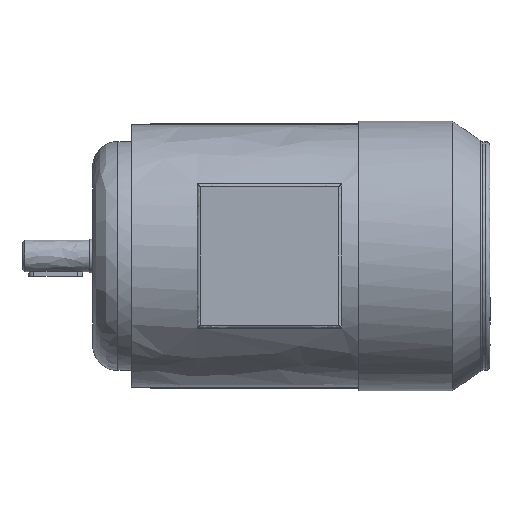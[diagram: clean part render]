
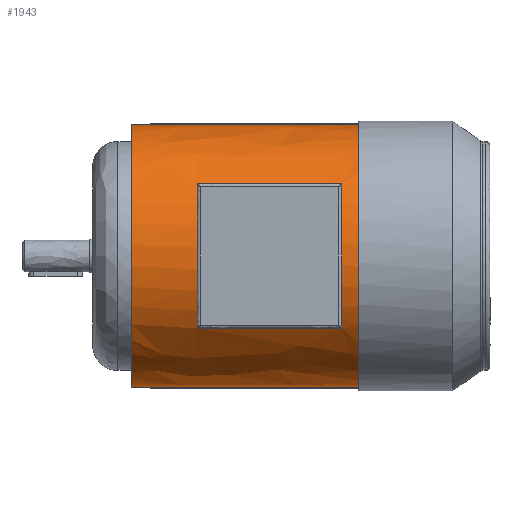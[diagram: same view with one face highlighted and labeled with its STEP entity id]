
A CAD part, front view. The second image highlights one B-rep face of the part: STEP entity #1943.
In plain terms, the highlighted free-form (B-spline) face has degree [3, 1] with [4, 2] control points.
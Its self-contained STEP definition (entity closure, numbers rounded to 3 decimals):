
#1943 = ADVANCED_FACE('',(#1944,#2015),#1957,.T.);
#1944 = FACE_BOUND('',#1945,.T.);
#1945 = EDGE_LOOP('',(#1946,#1971,#1987,#2001));
#1946 = ORIENTED_EDGE('',*,*,#1947,.T.);
#1947 = EDGE_CURVE('',#1948,#1950,#1952,.T.);
#1948 = VERTEX_POINT('',#1949);
#1949 = CARTESIAN_POINT('',(25.,0.,-78.));
#1950 = VERTEX_POINT('',#1951);
#1951 = CARTESIAN_POINT('',(160.,0.,-78.));
#1952 = SURFACE_CURVE('',#1953,(#1956),.PCURVE_S1.);
#1953 = B_SPLINE_CURVE_WITH_KNOTS('',1,(#1954,#1955),.UNSPECIFIED.,.F.,
  .F.,(2,2),(-0.492,-0.357),.PIECEWISE_BEZIER_KNOTS.);
#1954 = CARTESIAN_POINT('',(25.,0.,-78.));
#1955 = CARTESIAN_POINT('',(160.,0.,-78.));
#1956 = PCURVE('',#1957,#1966);
#1957 = ( BOUNDED_SURFACE() B_SPLINE_SURFACE(3,1,(
    (#1958,#1959)
    ,(#1960,#1961)
    ,(#1962,#1963)
    ,(#1964,#1965
)),.UNSPECIFIED.,.F.,.F.,.F.) B_SPLINE_SURFACE_WITH_KNOTS((4,4),(2,2),(
    0.,1.),(0.,1.),.PIECEWISE_BEZIER_KNOTS.) 
GEOMETRIC_REPRESENTATION_ITEM() RATIONAL_B_SPLINE_SURFACE((
    (1.,1.)
    ,(0.333,0.333)
    ,(0.333,0.333)
,(1.,1.))) REPRESENTATION_ITEM('') SURFACE() );
#1958 = CARTESIAN_POINT('',(160.,0.,-78.));
#1959 = CARTESIAN_POINT('',(25.,0.,-78.));
#1960 = CARTESIAN_POINT('',(160.,-156.,-78.));
#1961 = CARTESIAN_POINT('',(25.,-156.,-78.));
#1962 = CARTESIAN_POINT('',(160.,-156.,78.));
#1963 = CARTESIAN_POINT('',(25.,-156.,78.));
#1964 = CARTESIAN_POINT('',(160.,0.,78.));
#1965 = CARTESIAN_POINT('',(25.,0.,78.));
#1966 = DEFINITIONAL_REPRESENTATION('',(#1967),#1970);
#1967 = B_SPLINE_CURVE_WITH_KNOTS('',1,(#1968,#1969),.UNSPECIFIED.,.F.,
  .F.,(2,2),(-0.492,-0.357),.PIECEWISE_BEZIER_KNOTS.);
#1968 = CARTESIAN_POINT('',(0.,1.));
#1969 = CARTESIAN_POINT('',(0.,0.));
#1970 = ( GEOMETRIC_REPRESENTATION_CONTEXT(2) 
PARAMETRIC_REPRESENTATION_CONTEXT() REPRESENTATION_CONTEXT('2D SPACE',''
  ) );
#1971 = ORIENTED_EDGE('',*,*,#1972,.T.);
#1972 = EDGE_CURVE('',#1950,#1973,#1975,.T.);
#1973 = VERTEX_POINT('',#1974);
#1974 = CARTESIAN_POINT('',(160.,0.,78.));
#1975 = SURFACE_CURVE('',#1976,(#1981),.PCURVE_S1.);
#1976 = ( BOUNDED_CURVE() B_SPLINE_CURVE(3,(#1977,#1978,#1979,#1980),
.UNSPECIFIED.,.F.,.F.) B_SPLINE_CURVE_WITH_KNOTS((4,4),(3.142,
6.283),.PIECEWISE_BEZIER_KNOTS.) CURVE() 
GEOMETRIC_REPRESENTATION_ITEM() RATIONAL_B_SPLINE_CURVE((1.,
0.333,0.333,1.)) REPRESENTATION_ITEM('') );
#1977 = CARTESIAN_POINT('',(160.,0.,-78.));
#1978 = CARTESIAN_POINT('',(160.,-156.,-78.));
#1979 = CARTESIAN_POINT('',(160.,-156.,78.));
#1980 = CARTESIAN_POINT('',(160.,0.,78.));
#1981 = PCURVE('',#1957,#1982);
#1982 = DEFINITIONAL_REPRESENTATION('',(#1983),#1986);
#1983 = B_SPLINE_CURVE_WITH_KNOTS('',1,(#1984,#1985),.UNSPECIFIED.,.F.,
  .F.,(2,2),(3.142,6.283),.PIECEWISE_BEZIER_KNOTS.);
#1984 = CARTESIAN_POINT('',(0.,0.));
#1985 = CARTESIAN_POINT('',(1.,0.));
#1986 = ( GEOMETRIC_REPRESENTATION_CONTEXT(2) 
PARAMETRIC_REPRESENTATION_CONTEXT() REPRESENTATION_CONTEXT('2D SPACE',''
  ) );
#1987 = ORIENTED_EDGE('',*,*,#1988,.T.);
#1988 = EDGE_CURVE('',#1973,#1989,#1991,.T.);
#1989 = VERTEX_POINT('',#1990);
#1990 = CARTESIAN_POINT('',(25.,0.,78.));
#1991 = SURFACE_CURVE('',#1992,(#1995),.PCURVE_S1.);
#1992 = B_SPLINE_CURVE_WITH_KNOTS('',1,(#1993,#1994),.UNSPECIFIED.,.F.,
  .F.,(2,2),(0.357,0.492),.PIECEWISE_BEZIER_KNOTS.);
#1993 = CARTESIAN_POINT('',(160.,0.,78.));
#1994 = CARTESIAN_POINT('',(25.,0.,78.));
#1995 = PCURVE('',#1957,#1996);
#1996 = DEFINITIONAL_REPRESENTATION('',(#1997),#2000);
#1997 = B_SPLINE_CURVE_WITH_KNOTS('',1,(#1998,#1999),.UNSPECIFIED.,.F.,
  .F.,(2,2),(0.357,0.492),.PIECEWISE_BEZIER_KNOTS.);
#1998 = CARTESIAN_POINT('',(1.,0.));
#1999 = CARTESIAN_POINT('',(1.,1.));
#2000 = ( GEOMETRIC_REPRESENTATION_CONTEXT(2) 
PARAMETRIC_REPRESENTATION_CONTEXT() REPRESENTATION_CONTEXT('2D SPACE',''
  ) );
#2001 = ORIENTED_EDGE('',*,*,#2002,.T.);
#2002 = EDGE_CURVE('',#1989,#1948,#2003,.T.);
#2003 = SURFACE_CURVE('',#2004,(#2009),.PCURVE_S1.);
#2004 = ( BOUNDED_CURVE() B_SPLINE_CURVE(3,(#2005,#2006,#2007,#2008),
.UNSPECIFIED.,.F.,.F.) B_SPLINE_CURVE_WITH_KNOTS((4,4),(-6.283,
-3.142),.PIECEWISE_BEZIER_KNOTS.) CURVE() 
GEOMETRIC_REPRESENTATION_ITEM() RATIONAL_B_SPLINE_CURVE((1.,
0.333,0.333,1.)) REPRESENTATION_ITEM('') );
#2005 = CARTESIAN_POINT('',(25.,0.,78.));
#2006 = CARTESIAN_POINT('',(25.,-156.,78.));
#2007 = CARTESIAN_POINT('',(25.,-156.,-78.));
#2008 = CARTESIAN_POINT('',(25.,0.,-78.));
#2009 = PCURVE('',#1957,#2010);
#2010 = DEFINITIONAL_REPRESENTATION('',(#2011),#2014);
#2011 = B_SPLINE_CURVE_WITH_KNOTS('',1,(#2012,#2013),.UNSPECIFIED.,.F.,
  .F.,(2,2),(-6.283,-3.142),.PIECEWISE_BEZIER_KNOTS.);
#2012 = CARTESIAN_POINT('',(1.,1.));
#2013 = CARTESIAN_POINT('',(0.,1.));
#2014 = ( GEOMETRIC_REPRESENTATION_CONTEXT(2) 
PARAMETRIC_REPRESENTATION_CONTEXT() REPRESENTATION_CONTEXT('2D SPACE',''
  ) );
#2015 = FACE_BOUND('',#2016,.T.);
#2016 = EDGE_LOOP('',(#2017,#2035,#2049,#2065));
#2017 = ORIENTED_EDGE('',*,*,#2018,.T.);
#2018 = EDGE_CURVE('',#2019,#2021,#2023,.T.);
#2019 = VERTEX_POINT('',#2020);
#2020 = CARTESIAN_POINT('',(64.,-65.077,-43.));
#2021 = VERTEX_POINT('',#2022);
#2022 = CARTESIAN_POINT('',(64.,-65.077,43.));
#2023 = SURFACE_CURVE('',#2024,(#2029),.PCURVE_S1.);
#2024 = ( BOUNDED_CURVE() B_SPLINE_CURVE(3,(#2025,#2026,#2027,#2028),
.UNSPECIFIED.,.F.,.F.) B_SPLINE_CURVE_WITH_KNOTS((4,4),(-5.296,
-4.128),.PIECEWISE_BEZIER_KNOTS.) CURVE() 
GEOMETRIC_REPRESENTATION_ITEM() RATIONAL_B_SPLINE_CURVE((1.,
0.89,0.89,1.)) REPRESENTATION_ITEM('') );
#2025 = CARTESIAN_POINT('',(64.,-65.077,-43.));
#2026 = CARTESIAN_POINT('',(64.,-82.843,-16.113));
#2027 = CARTESIAN_POINT('',(64.,-82.843,16.113));
#2028 = CARTESIAN_POINT('',(64.,-65.077,43.));
#2029 = PCURVE('',#1957,#2030);
#2030 = DEFINITIONAL_REPRESENTATION('',(#2031),#2034);
#2031 = B_SPLINE_CURVE_WITH_KNOTS('',1,(#2032,#2033),.UNSPECIFIED.,.F.,
  .F.,(2,2),(-5.296,-4.128),.PIECEWISE_BEZIER_KNOTS.);
#2032 = CARTESIAN_POINT('',(0.35,0.711));
#2033 = CARTESIAN_POINT('',(0.65,0.711));
#2034 = ( GEOMETRIC_REPRESENTATION_CONTEXT(2) 
PARAMETRIC_REPRESENTATION_CONTEXT() REPRESENTATION_CONTEXT('2D SPACE',''
  ) );
#2035 = ORIENTED_EDGE('',*,*,#2036,.T.);
#2036 = EDGE_CURVE('',#2021,#2037,#2039,.T.);
#2037 = VERTEX_POINT('',#2038);
#2038 = CARTESIAN_POINT('',(150.,-65.077,43.));
#2039 = SURFACE_CURVE('',#2040,(#2043),.PCURVE_S1.);
#2040 = B_SPLINE_CURVE_WITH_KNOTS('',1,(#2041,#2042),.UNSPECIFIED.,.F.,
  .F.,(2,2),(-0.453,-0.367),.PIECEWISE_BEZIER_KNOTS.);
#2041 = CARTESIAN_POINT('',(64.,-65.077,43.));
#2042 = CARTESIAN_POINT('',(150.,-65.077,43.));
#2043 = PCURVE('',#1957,#2044);
#2044 = DEFINITIONAL_REPRESENTATION('',(#2045),#2048);
#2045 = B_SPLINE_CURVE_WITH_KNOTS('',1,(#2046,#2047),.UNSPECIFIED.,.F.,
  .F.,(2,2),(-0.453,-0.367),.PIECEWISE_BEZIER_KNOTS.);
#2046 = CARTESIAN_POINT('',(0.65,0.711));
#2047 = CARTESIAN_POINT('',(0.65,0.074));
#2048 = ( GEOMETRIC_REPRESENTATION_CONTEXT(2) 
PARAMETRIC_REPRESENTATION_CONTEXT() REPRESENTATION_CONTEXT('2D SPACE',''
  ) );
#2049 = ORIENTED_EDGE('',*,*,#2050,.T.);
#2050 = EDGE_CURVE('',#2037,#2051,#2053,.T.);
#2051 = VERTEX_POINT('',#2052);
#2052 = CARTESIAN_POINT('',(150.,-65.077,-43.));
#2053 = SURFACE_CURVE('',#2054,(#2059),.PCURVE_S1.);
#2054 = ( BOUNDED_CURVE() B_SPLINE_CURVE(3,(#2055,#2056,#2057,#2058),
.UNSPECIFIED.,.F.,.F.) B_SPLINE_CURVE_WITH_KNOTS((4,4),(-5.296,
-4.128),.PIECEWISE_BEZIER_KNOTS.) CURVE() 
GEOMETRIC_REPRESENTATION_ITEM() RATIONAL_B_SPLINE_CURVE((1.,
0.89,0.89,1.)) REPRESENTATION_ITEM('') );
#2055 = CARTESIAN_POINT('',(150.,-65.077,43.));
#2056 = CARTESIAN_POINT('',(150.,-82.843,16.113));
#2057 = CARTESIAN_POINT('',(150.,-82.843,-16.113));
#2058 = CARTESIAN_POINT('',(150.,-65.077,-43.));
#2059 = PCURVE('',#1957,#2060);
#2060 = DEFINITIONAL_REPRESENTATION('',(#2061),#2064);
#2061 = B_SPLINE_CURVE_WITH_KNOTS('',1,(#2062,#2063),.UNSPECIFIED.,.F.,
  .F.,(2,2),(-5.296,-4.128),.PIECEWISE_BEZIER_KNOTS.);
#2062 = CARTESIAN_POINT('',(0.65,0.074));
#2063 = CARTESIAN_POINT('',(0.35,0.074));
#2064 = ( GEOMETRIC_REPRESENTATION_CONTEXT(2) 
PARAMETRIC_REPRESENTATION_CONTEXT() REPRESENTATION_CONTEXT('2D SPACE',''
  ) );
#2065 = ORIENTED_EDGE('',*,*,#2066,.T.);
#2066 = EDGE_CURVE('',#2051,#2019,#2067,.T.);
#2067 = SURFACE_CURVE('',#2068,(#2071),.PCURVE_S1.);
#2068 = B_SPLINE_CURVE_WITH_KNOTS('',1,(#2069,#2070),.UNSPECIFIED.,.F.,
  .F.,(2,2),(0.367,0.453),.PIECEWISE_BEZIER_KNOTS.);
#2069 = CARTESIAN_POINT('',(150.,-65.077,-43.));
#2070 = CARTESIAN_POINT('',(64.,-65.077,-43.));
#2071 = PCURVE('',#1957,#2072);
#2072 = DEFINITIONAL_REPRESENTATION('',(#2073),#2076);
#2073 = B_SPLINE_CURVE_WITH_KNOTS('',1,(#2074,#2075),.UNSPECIFIED.,.F.,
  .F.,(2,2),(0.367,0.453),.PIECEWISE_BEZIER_KNOTS.);
#2074 = CARTESIAN_POINT('',(0.35,0.074));
#2075 = CARTESIAN_POINT('',(0.35,0.711));
#2076 = ( GEOMETRIC_REPRESENTATION_CONTEXT(2) 
PARAMETRIC_REPRESENTATION_CONTEXT() REPRESENTATION_CONTEXT('2D SPACE',''
  ) );
